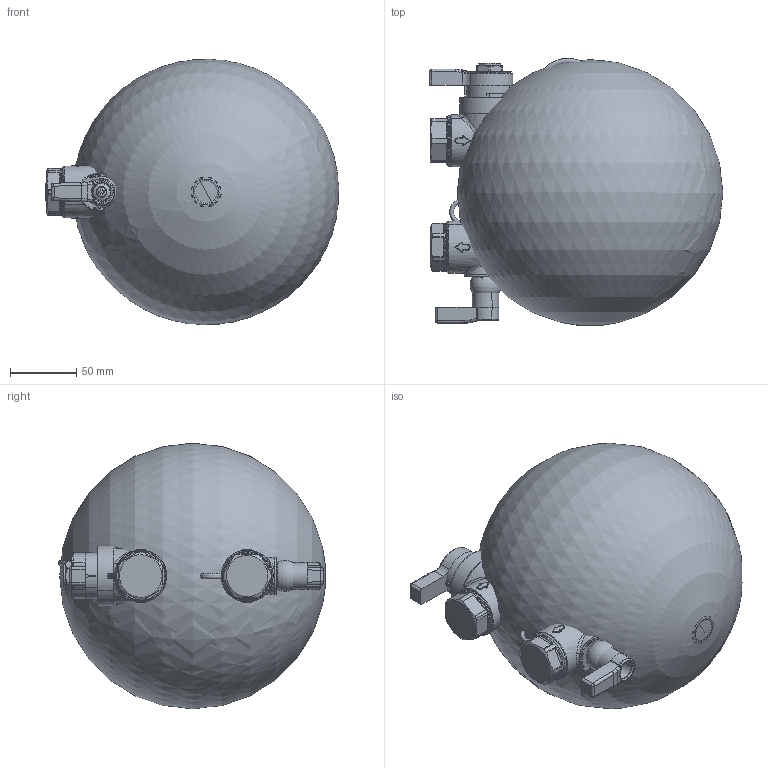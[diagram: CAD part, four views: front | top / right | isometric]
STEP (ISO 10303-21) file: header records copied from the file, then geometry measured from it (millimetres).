
FILE_DESCRIPTION((''),'2;1');
FILE_NAME('149410_H80_SW0001','2017-06-12T',('sparenzan'),(''),'CREO PARAMETRIC BY PTC INC, 2016050','CREO PARAMETRIC BY PTC INC, 2016050','');
FILE_SCHEMA(('CONFIG_CONTROL_DESIGN'));
Products named in the file (1): 149410_H80_SW0001
Bounding box: 220.99 x 201.04 x 199.94 mm (x, y, z)
Surface area: 372159.7 mm2 (no closed solid volume)
Topology: 0 solids, 0 shells, 2988 faces, 13215 edges, 13037 vertices
Faces by surface type: bspline 2776, torus 122, sphere 90
Entity records: 265022 total; most frequent: CARTESIAN_POINT 150747, DIRECTION 16314, TRIMMED_CURVE 14533, VECTOR 13176, LINE 13176, DEFINITIONAL_REPRESENTATION 12937, PCURVE 12937, COMPOSITE_CURVE_SEGMENT 12937
